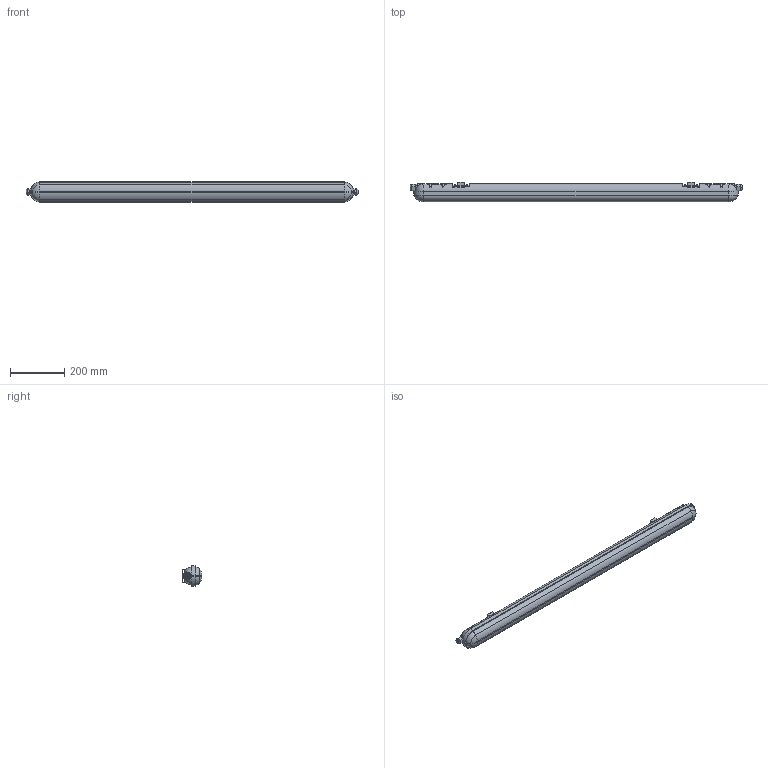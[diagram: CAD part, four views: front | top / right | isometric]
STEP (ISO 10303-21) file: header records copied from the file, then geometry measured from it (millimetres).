
FILE_DESCRIPTION (( 'STEP AP214' ), '1' );
FILE_NAME ('LDSP0-1307-36-6500-K01 Ñâåòèëüíèê ÄÑÏ 1307 36Âò 6500Ê IP65 1200ìì ñåðûé ïëàñòèê IEK.STEP', '2018-01-16T07:43:11', ( '' ), ( '' ), 'SwSTEP 2.0', 'SolidWorks 2014', '' );
FILE_SCHEMA (( 'AUTOMOTIVE_DESIGN' ));
Length unit declared in the file: millimetre
Products named in the file (1): LDSP0-1307-36-6500-K01 Ñâåòèëüíèê ÄÑÏ 1307 36Âò 6500Ê IP65 1200ìì ñåðûé ïëàñòèê IEK
Bounding box: 1227 x 72.7 x 75 mm (x, y, z)
Volume: 4560102 mm3; surface area: 310678.9 mm2
Topology: 1 solids, 1 shells, 406 faces, 1150 edges, 758 vertices
Faces by surface type: plane 274, cylinder 108, torus 20, cone 4
Entity records: 13558 total; most frequent: CARTESIAN_POINT 2679, ORIENTED_EDGE 2300, DIRECTION 2270, EDGE_CURVE 1150, VERTEX_POINT 758, AXIS2_PLACEMENT_3D 757, VECTOR 756, LINE 756
